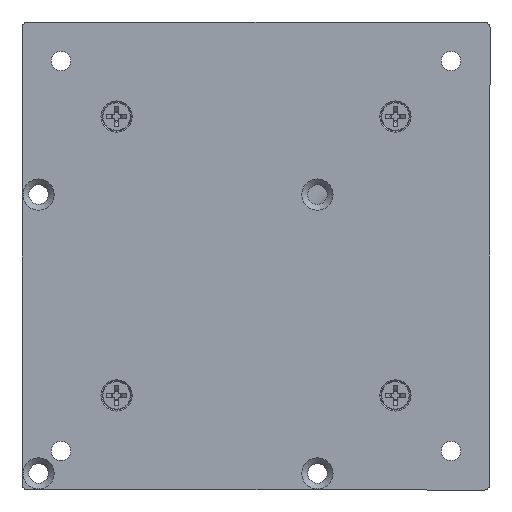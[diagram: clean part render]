
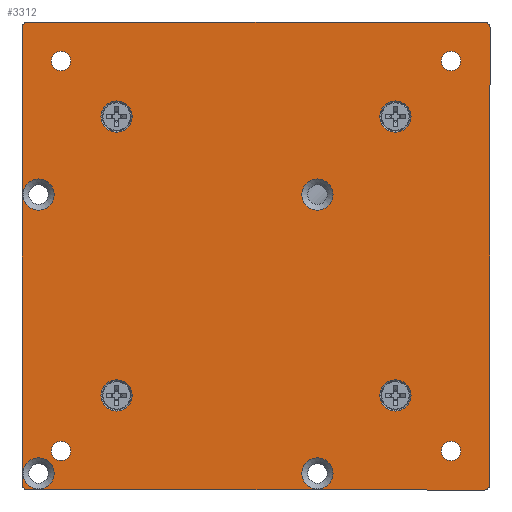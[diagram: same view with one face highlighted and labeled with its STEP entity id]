
A CAD part, front view. The second image highlights one B-rep face of the part: STEP entity #3312.
In plain terms, the highlighted planar face has unit normal (0, -1, 0).
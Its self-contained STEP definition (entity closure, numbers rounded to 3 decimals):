
#315=PLANE('',#3960);
#466=LINE('',#5610,#654);
#467=LINE('',#5615,#655);
#468=LINE('',#5619,#656);
#469=LINE('',#5623,#657);
#654=VECTOR('',#4661,1000.);
#655=VECTOR('',#4664,1000.);
#656=VECTOR('',#4667,1000.);
#657=VECTOR('',#4670,1000.);
#1132=ORIENTED_EDGE('',*,*,#1786,.T.);
#1133=ORIENTED_EDGE('',*,*,#1787,.T.);
#1134=ORIENTED_EDGE('',*,*,#1788,.T.);
#1135=ORIENTED_EDGE('',*,*,#1789,.T.);
#1136=ORIENTED_EDGE('',*,*,#1790,.F.);
#1137=ORIENTED_EDGE('',*,*,#1791,.F.);
#1138=ORIENTED_EDGE('',*,*,#1792,.F.);
#1139=ORIENTED_EDGE('',*,*,#1793,.F.);
#1140=ORIENTED_EDGE('',*,*,#1794,.F.);
#1141=ORIENTED_EDGE('',*,*,#1795,.T.);
#1142=ORIENTED_EDGE('',*,*,#1796,.F.);
#1143=ORIENTED_EDGE('',*,*,#1797,.T.);
#1144=ORIENTED_EDGE('',*,*,#1798,.F.);
#1145=ORIENTED_EDGE('',*,*,#1799,.T.);
#1146=ORIENTED_EDGE('',*,*,#1800,.F.);
#1147=ORIENTED_EDGE('',*,*,#1801,.T.);
#1148=ORIENTED_EDGE('',*,*,#1802,.T.);
#1149=ORIENTED_EDGE('',*,*,#1803,.T.);
#1150=ORIENTED_EDGE('',*,*,#1804,.T.);
#1151=ORIENTED_EDGE('',*,*,#1805,.T.);
#1786=EDGE_CURVE('',#2150,#2150,#2423,.T.);
#1787=EDGE_CURVE('',#2151,#2151,#2424,.T.);
#1788=EDGE_CURVE('',#2152,#2152,#2425,.T.);
#1789=EDGE_CURVE('',#2153,#2153,#2426,.T.);
#1790=EDGE_CURVE('',#2154,#2154,#2427,.T.);
#1791=EDGE_CURVE('',#2155,#2155,#2428,.T.);
#1792=EDGE_CURVE('',#2156,#2156,#2429,.T.);
#1793=EDGE_CURVE('',#2157,#2157,#2430,.T.);
#1794=EDGE_CURVE('',#2158,#2159,#466,.T.);
#1795=EDGE_CURVE('',#2158,#2160,#2431,.T.);
#1796=EDGE_CURVE('',#2161,#2160,#467,.T.);
#1797=EDGE_CURVE('',#2161,#2162,#2432,.T.);
#1798=EDGE_CURVE('',#2163,#2162,#468,.T.);
#1799=EDGE_CURVE('',#2163,#2164,#2433,.T.);
#1800=EDGE_CURVE('',#2165,#2164,#469,.T.);
#1801=EDGE_CURVE('',#2165,#2159,#2434,.T.);
#1802=EDGE_CURVE('',#2166,#2166,#2435,.T.);
#1803=EDGE_CURVE('',#2167,#2167,#2436,.T.);
#1804=EDGE_CURVE('',#2168,#2168,#2437,.T.);
#1805=EDGE_CURVE('',#2169,#2169,#2438,.T.);
#2150=VERTEX_POINT('',#5595);
#2151=VERTEX_POINT('',#5597);
#2152=VERTEX_POINT('',#5599);
#2153=VERTEX_POINT('',#5601);
#2154=VERTEX_POINT('',#5603);
#2155=VERTEX_POINT('',#5605);
#2156=VERTEX_POINT('',#5607);
#2157=VERTEX_POINT('',#5609);
#2158=VERTEX_POINT('',#5611);
#2159=VERTEX_POINT('',#5612);
#2160=VERTEX_POINT('',#5614);
#2161=VERTEX_POINT('',#5616);
#2162=VERTEX_POINT('',#5618);
#2163=VERTEX_POINT('',#5620);
#2164=VERTEX_POINT('',#5622);
#2165=VERTEX_POINT('',#5624);
#2166=VERTEX_POINT('',#5627);
#2167=VERTEX_POINT('',#5629);
#2168=VERTEX_POINT('',#5631);
#2169=VERTEX_POINT('',#5633);
#2423=CIRCLE('',#3961,4.);
#2424=CIRCLE('',#3962,4.);
#2425=CIRCLE('',#3963,4.);
#2426=CIRCLE('',#3964,4.);
#2427=CIRCLE('',#3965,2.5);
#2428=CIRCLE('',#3966,2.5);
#2429=CIRCLE('',#3967,2.5);
#2430=CIRCLE('',#3968,2.5);
#2431=CIRCLE('',#3969,1.5);
#2432=CIRCLE('',#3970,1.5);
#2433=CIRCLE('',#3971,1.5);
#2434=CIRCLE('',#3972,1.5);
#2435=CIRCLE('',#3973,4.);
#2436=CIRCLE('',#3974,4.);
#2437=CIRCLE('',#3975,4.);
#2438=CIRCLE('',#3976,4.);
#2608=EDGE_LOOP('',(#1132));
#2609=EDGE_LOOP('',(#1133));
#2610=EDGE_LOOP('',(#1134));
#2611=EDGE_LOOP('',(#1135));
#2612=EDGE_LOOP('',(#1136));
#2613=EDGE_LOOP('',(#1137));
#2614=EDGE_LOOP('',(#1138));
#2615=EDGE_LOOP('',(#1139));
#2616=EDGE_LOOP('',(#1140,#1141,#1142,#1143,#1144,#1145,#1146,#1147));
#2617=EDGE_LOOP('',(#1148));
#2618=EDGE_LOOP('',(#1149));
#2619=EDGE_LOOP('',(#1150));
#2620=EDGE_LOOP('',(#1151));
#2923=FACE_BOUND('',#2608,.T.);
#2924=FACE_BOUND('',#2609,.T.);
#2925=FACE_BOUND('',#2610,.T.);
#2926=FACE_BOUND('',#2611,.T.);
#2927=FACE_BOUND('',#2612,.T.);
#2928=FACE_BOUND('',#2613,.T.);
#2929=FACE_BOUND('',#2614,.T.);
#2930=FACE_BOUND('',#2615,.T.);
#2931=FACE_BOUND('',#2616,.T.);
#2932=FACE_BOUND('',#2617,.T.);
#2933=FACE_BOUND('',#2618,.T.);
#2934=FACE_BOUND('',#2619,.T.);
#2935=FACE_BOUND('',#2620,.T.);
#3312=ADVANCED_FACE('',(#2923,#2924,#2925,#2926,#2927,#2928,#2929,#2930,
#2931,#2932,#2933,#2934,#2935),#315,.T.);
#3960=AXIS2_PLACEMENT_3D('',#5593,#4643,#4644);
#3961=AXIS2_PLACEMENT_3D('',#5594,#4645,#4646);
#3962=AXIS2_PLACEMENT_3D('',#5596,#4647,#4648);
#3963=AXIS2_PLACEMENT_3D('',#5598,#4649,#4650);
#3964=AXIS2_PLACEMENT_3D('',#5600,#4651,#4652);
#3965=AXIS2_PLACEMENT_3D('',#5602,#4653,#4654);
#3966=AXIS2_PLACEMENT_3D('',#5604,#4655,#4656);
#3967=AXIS2_PLACEMENT_3D('',#5606,#4657,#4658);
#3968=AXIS2_PLACEMENT_3D('',#5608,#4659,#4660);
#3969=AXIS2_PLACEMENT_3D('',#5613,#4662,#4663);
#3970=AXIS2_PLACEMENT_3D('',#5617,#4665,#4666);
#3971=AXIS2_PLACEMENT_3D('',#5621,#4668,#4669);
#3972=AXIS2_PLACEMENT_3D('',#5625,#4671,#4672);
#3973=AXIS2_PLACEMENT_3D('',#5626,#4673,#4674);
#3974=AXIS2_PLACEMENT_3D('',#5628,#4675,#4676);
#3975=AXIS2_PLACEMENT_3D('',#5630,#4677,#4678);
#3976=AXIS2_PLACEMENT_3D('',#5632,#4679,#4680);
#4643=DIRECTION('',(0.,-1.,0.));
#4644=DIRECTION('',(0.,0.,-1.));
#4645=DIRECTION('',(0.,1.,0.));
#4646=DIRECTION('',(-1.,0.,0.));
#4647=DIRECTION('',(0.,1.,0.));
#4648=DIRECTION('',(-1.,0.,0.));
#4649=DIRECTION('',(0.,1.,0.));
#4650=DIRECTION('',(-1.,0.,0.));
#4651=DIRECTION('',(0.,1.,0.));
#4652=DIRECTION('',(-1.,0.,0.));
#4653=DIRECTION('',(0.,-1.,0.));
#4654=DIRECTION('',(0.,0.,-1.));
#4655=DIRECTION('',(0.,-1.,0.));
#4656=DIRECTION('',(0.,0.,-1.));
#4657=DIRECTION('',(0.,-1.,0.));
#4658=DIRECTION('',(0.,0.,-1.));
#4659=DIRECTION('',(0.,-1.,0.));
#4660=DIRECTION('',(0.,0.,-1.));
#4661=DIRECTION('',(0.,0.,1.));
#4662=DIRECTION('',(0.,-1.,0.));
#4663=DIRECTION('',(0.,0.,-1.));
#4664=DIRECTION('',(-1.,0.,0.));
#4665=DIRECTION('',(0.,-1.,0.));
#4666=DIRECTION('',(0.,0.,-1.));
#4667=DIRECTION('',(0.,0.,-1.));
#4668=DIRECTION('',(0.,-1.,0.));
#4669=DIRECTION('',(0.,0.,-1.));
#4670=DIRECTION('',(1.,0.,0.));
#4671=DIRECTION('',(0.,-1.,0.));
#4672=DIRECTION('',(0.,0.,-1.));
#4673=DIRECTION('',(0.,1.,0.));
#4674=DIRECTION('',(-1.,0.,0.));
#4675=DIRECTION('',(0.,1.,0.));
#4676=DIRECTION('',(-1.,0.,0.));
#4677=DIRECTION('',(0.,1.,0.));
#4678=DIRECTION('',(-1.,0.,0.));
#4679=DIRECTION('',(0.,1.,0.));
#4680=DIRECTION('',(-1.,0.,0.));
#5593=CARTESIAN_POINT('',(-60.,-1.5,-60.));
#5594=CARTESIAN_POINT('',(35.75,-1.5,-35.75));
#5595=CARTESIAN_POINT('',(31.75,-1.5,-35.75));
#5596=CARTESIAN_POINT('',(-35.75,-1.5,35.75));
#5597=CARTESIAN_POINT('',(-39.75,-1.5,35.75));
#5598=CARTESIAN_POINT('',(-15.75,-1.5,-55.75));
#5599=CARTESIAN_POINT('',(-19.75,-1.5,-55.75));
#5600=CARTESIAN_POINT('',(55.75,-1.5,15.75));
#5601=CARTESIAN_POINT('',(51.75,-1.5,15.75));
#5602=CARTESIAN_POINT('',(50.,-1.5,50.));
#5603=CARTESIAN_POINT('',(50.,-1.5,47.5));
#5604=CARTESIAN_POINT('',(50.,-1.5,-50.));
#5605=CARTESIAN_POINT('',(50.,-1.5,-52.5));
#5606=CARTESIAN_POINT('',(-50.,-1.5,-50.));
#5607=CARTESIAN_POINT('',(-50.,-1.5,-52.5));
#5608=CARTESIAN_POINT('',(-50.,-1.5,50.));
#5609=CARTESIAN_POINT('',(-50.,-1.5,47.5));
#5610=CARTESIAN_POINT('',(-60.,-1.5,-60.));
#5611=CARTESIAN_POINT('',(-60.,-1.5,-58.5));
#5612=CARTESIAN_POINT('',(-60.,-1.5,58.5));
#5613=CARTESIAN_POINT('',(-58.5,-1.5,-58.5));
#5614=CARTESIAN_POINT('',(-58.5,-1.5,-60.));
#5615=CARTESIAN_POINT('',(60.,-1.5,-60.));
#5616=CARTESIAN_POINT('',(58.5,-1.5,-60.));
#5617=CARTESIAN_POINT('',(58.5,-1.5,-58.5));
#5618=CARTESIAN_POINT('',(60.,-1.5,-58.5));
#5619=CARTESIAN_POINT('',(60.,-1.5,60.));
#5620=CARTESIAN_POINT('',(60.,-1.5,58.5));
#5621=CARTESIAN_POINT('',(58.5,-1.5,58.5));
#5622=CARTESIAN_POINT('',(58.5,-1.5,60.));
#5623=CARTESIAN_POINT('',(-60.,-1.5,60.));
#5624=CARTESIAN_POINT('',(-58.5,-1.5,60.));
#5625=CARTESIAN_POINT('',(-58.5,-1.5,58.5));
#5626=CARTESIAN_POINT('',(55.75,-1.5,-55.75));
#5627=CARTESIAN_POINT('',(51.75,-1.5,-55.75));
#5628=CARTESIAN_POINT('',(35.75,-1.5,35.75));
#5629=CARTESIAN_POINT('',(31.75,-1.5,35.75));
#5630=CARTESIAN_POINT('',(-35.75,-1.5,-35.75));
#5631=CARTESIAN_POINT('',(-39.75,-1.5,-35.75));
#5632=CARTESIAN_POINT('',(-15.75,-1.5,15.75));
#5633=CARTESIAN_POINT('',(-19.75,-1.5,15.75));
